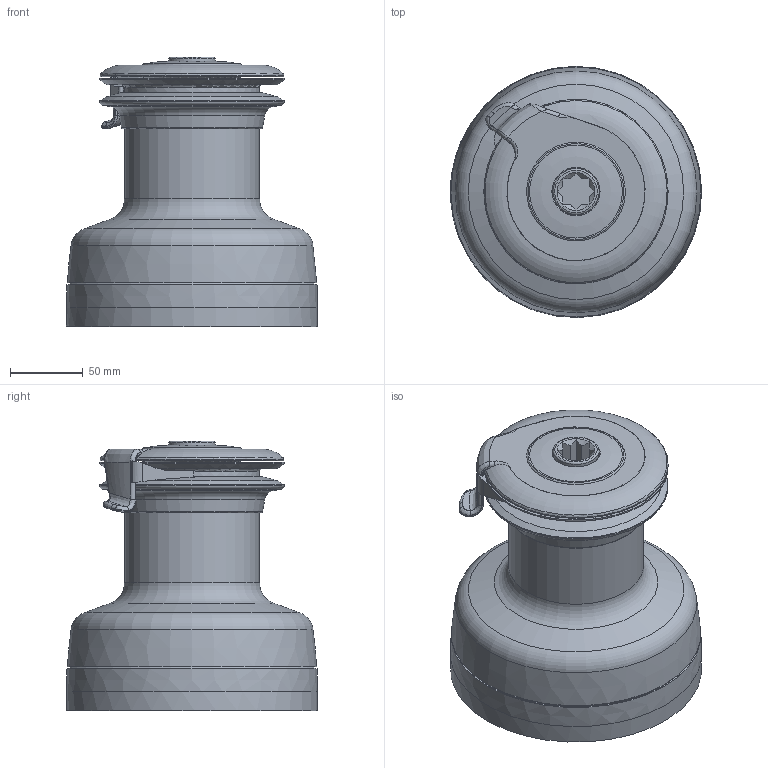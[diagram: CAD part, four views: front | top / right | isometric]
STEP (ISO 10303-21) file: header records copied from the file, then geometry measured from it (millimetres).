
FILE_DESCRIPTION(/* description */ (''),/* implementation_level */ '2;1');
FILE_NAME(/* name */ 'XT44.stp',/* time_stamp */ '2016-03-25T14:00:09+01:00',/* author */ ('gianni'),/* organization */ (''),/* preprocessor_version */ 'ST-DEVELOPER v16.1',/* originating_system */ 'Autodesk Inventor 2016',/* authorisation */ '');
FILE_SCHEMA (('AUTOMOTIVE_DESIGN { 1 0 10303 214 3 1 1 }'));
Length unit declared in the file: millimetre
Products named in the file (1): XT44
Bounding box: 172.98 x 172.99 x 185.7 mm (x, y, z)
Volume: 2466703 mm3; surface area: 161175 mm2
Topology: 1 solids, 1 shells, 171 faces, 444 edges, 285 vertices
Faces by surface type: plane 54, cylinder 47, bspline 39, torus 18, cone 13
Full cylindrical faces by diameter (mm): 8.2 x6, 13.52 x1, 31.72 x1, 32.2 x1, 93 x2, 94 x1, 127 x3, 173 x1
Entity records: 7414 total; most frequent: CARTESIAN_POINT 3707, ORIENTED_EDGE 796, DIRECTION 668, EDGE_CURVE 398, AXIS2_PLACEMENT_3D 282, VERTEX_POINT 277, EDGE_LOOP 227, FACE_OUTER_BOUND 171
